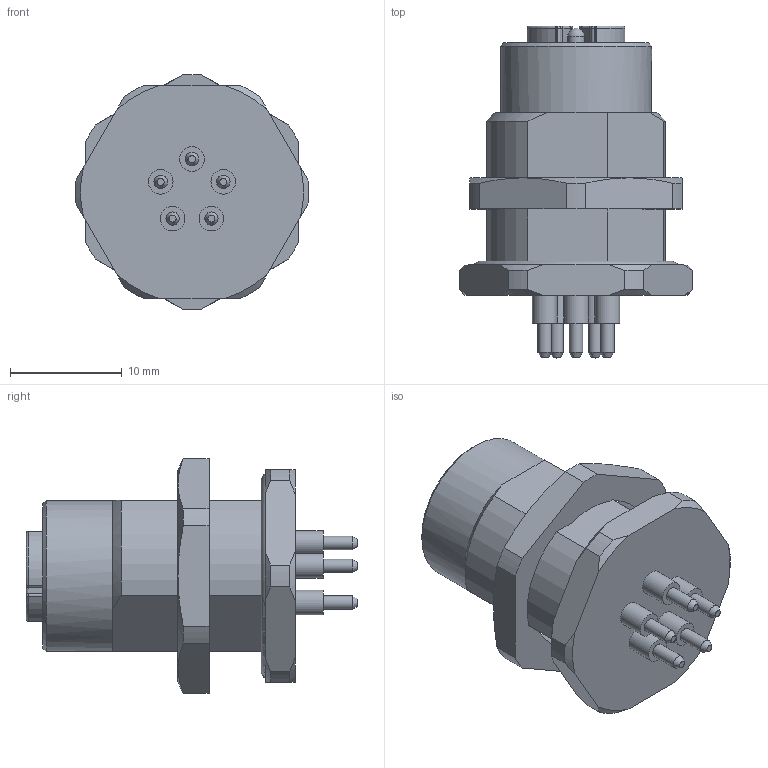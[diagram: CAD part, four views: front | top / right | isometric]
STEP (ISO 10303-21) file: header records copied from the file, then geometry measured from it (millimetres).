
FILE_DESCRIPTION(/* description */ (''),/* implementation_level */ '2;1');
FILE_NAME(/* name */ 'PK-FHMM12KU5-P_M16.stp',/* time_stamp */ '2019-02-01T11:37:46+01:00',/* author */ ('ESCHA GmbH & Co. KG'),/* organization */ ('ESCHA GmbH & Co. KG'),/* preprocessor_version */ 'ST-DEVELOPER v16',/* originating_system */ 'SIEMENS PLM Software NX 10.0',/* authorisation */ '');
FILE_SCHEMA (('AUTOMOTIVE_DESIGN { 1 0 10303 214 3 1 1 1 }'));
Length unit declared in the file: millimetre
Products named in the file (1): 5030479__Flanschgehaeuse_part_327377
Bounding box: 20.89 x 29.65 x 20.99 mm (x, y, z)
Volume: 4274.4 mm3; surface area: 2860.2 mm2
Topology: 1 solids, 1 shells, 257 faces, 676 edges, 427 vertices
Faces by surface type: plane 108, cylinder 64, extrusion 29, cone 28, torus 15, sphere 11, bspline 2
Full cylindrical faces by diameter (mm): 1.2 x5, 1.5 x1, 2.2 x5, 11 x1, 12.3 x1, 13.5 x1
Entity records: 8231 total; most frequent: CARTESIAN_POINT 2301, ORIENTED_EDGE 1252, DIRECTION 1127, EDGE_CURVE 626, AXIS2_PLACEMENT_3D 433, VERTEX_POINT 416, EDGE_LOOP 310, VECTOR 261
